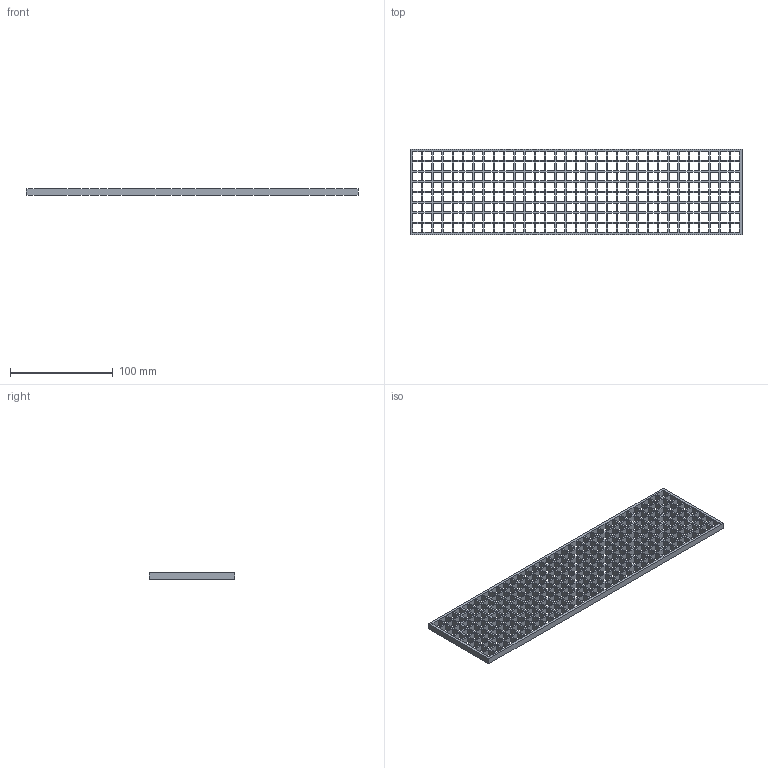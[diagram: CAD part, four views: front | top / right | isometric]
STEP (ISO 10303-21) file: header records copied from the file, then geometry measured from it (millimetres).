
FILE_DESCRIPTION(/* description */ (''),/* implementation_level */ '2;1');
FILE_NAME(/* name */ 'Awtrix_Rejilla v1.step',/* time_stamp */ '2021-12-13T16:44:14+01:00',/* author */ (''),/* organization */ (''),/* preprocessor_version */ 'ST-DEVELOPER v18.1',/* originating_system */ 'Autodesk Translation Framework v10.10.0.1391',/* authorisation */ '');
FILE_SCHEMA (('AUTOMOTIVE_DESIGN { 1 0 10303 214 3 1 1 }'));
Length unit declared in the file: millimetre
Products named in the file (1): Awtrix_Rejilla
Bounding box: 323.5 x 83.5 x 6 mm (x, y, z)
Volume: 51097.5 mm3; surface area: 74140.5 mm2
Topology: 1 solids, 1 shells, 1030 faces, 3084 edges, 2056 vertices
Faces by surface type: plane 1030
Entity records: 35005 total; most frequent: CARTESIAN_POINT 6171, ORIENTED_EDGE 6168, DIRECTION 5146, LINE 3084, VECTOR 3084, EDGE_CURVE 3084, VERTEX_POINT 2056, EDGE_LOOP 1542
